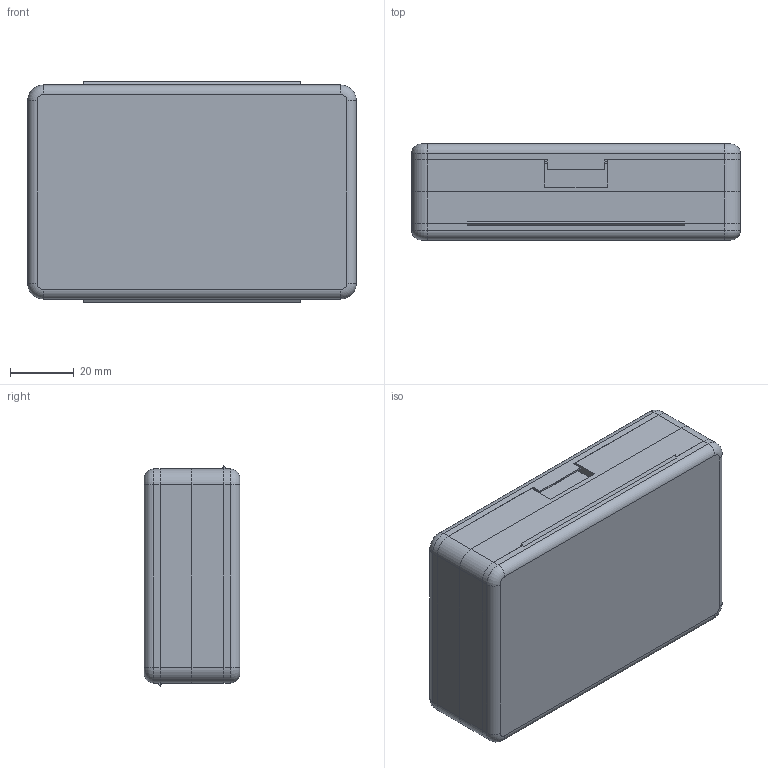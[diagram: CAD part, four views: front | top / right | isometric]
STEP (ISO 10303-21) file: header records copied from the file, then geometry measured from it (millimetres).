
FILE_DESCRIPTION (( 'STEP AP214' ), '1' );
FILE_NAME ('B223 Êîíòåéíåð ïëàñòèêîâûé ñ êðûøêîé 103x67x26.STEP', '2021-10-05T08:37:39', ( 'Ïîëüçîâàòåëü Windows' ), ( '' ), 'SwSTEP 2.0', 'SolidWorks 2021', '' );
FILE_SCHEMA (( 'AUTOMOTIVE_DESIGN' ));
Length unit declared in the file: millimetre
Products named in the file (3): B223 Êîíòåéíåð ïëàñòèêîâûé ñ êðûøêîé 103x67x26; B223 Êðûøêà_00; B223 澎觐耱黖00
Assembly tree (3 placements, depth 2):
  B223 Êîíòåéíåð ïëàñòèêîâûé ñ êðûøêîé 103x67x26
    B223 澎觐耱黖00
    B223 Êðûøêà_00  x2
Bounding box: 103 x 30 x 69 mm (x, y, z)
Volume: 50196.3 mm3; surface area: 77949.8 mm2
Topology: 5 solids, 5 shells, 224 faces, 585 edges, 376 vertices
Faces by surface type: plane 124, cylinder 76, torus 24
Entity records: 5294 total; most frequent: DIRECTION 914, CARTESIAN_POINT 901, ORIENTED_EDGE 884, EDGE_CURVE 442, LINE 316, VECTOR 316, AXIS2_PLACEMENT_3D 299, VERTEX_POINT 286
